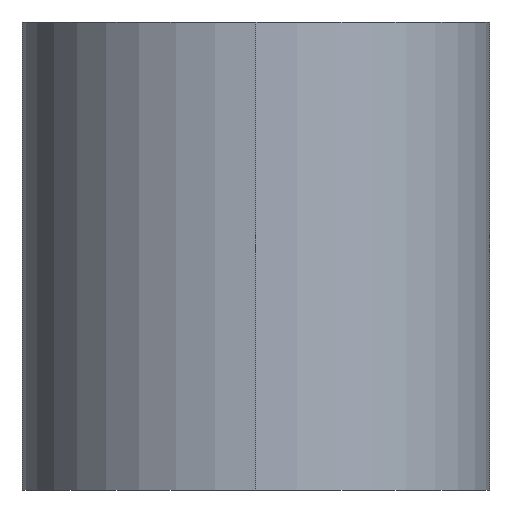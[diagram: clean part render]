
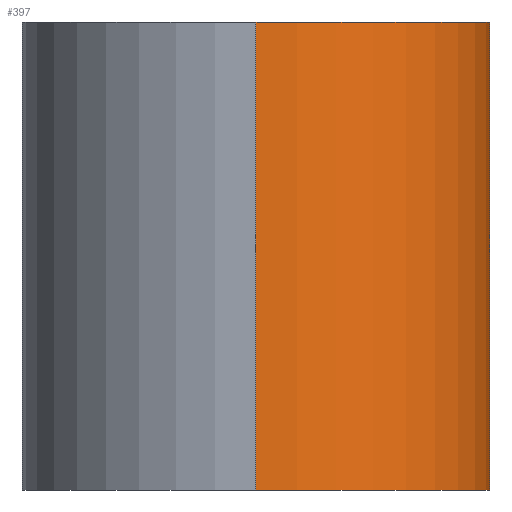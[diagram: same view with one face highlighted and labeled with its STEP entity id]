
A CAD part, left-side view. The second image highlights one B-rep face of the part: STEP entity #397.
In plain terms, the highlighted cylindrical face has radius 12.5 mm (diameter 25 mm), a partial arc.
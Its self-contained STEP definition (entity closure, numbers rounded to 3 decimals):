
#2 = AXIS2_PLACEMENT_3D ( 'NONE', #273, #357, #76 ) ;
#17 = VERTEX_POINT ( 'NONE', #308 ) ;
#56 = CARTESIAN_POINT ( 'NONE',  ( 0., -12.5, 25.05 ) ) ;
#65 = EDGE_LOOP ( 'NONE', ( #136, #235, #293, #78 ) ) ;
#70 = CARTESIAN_POINT ( 'NONE',  ( 0., 0., 25.05 ) ) ;
#74 = EDGE_CURVE ( 'NONE', #127, #365, #185, .T. ) ;
#76 = DIRECTION ( 'NONE',  ( 1., 0., 0. ) ) ;
#78 = ORIENTED_EDGE ( 'NONE', *, *, #338, .F. ) ;
#81 = DIRECTION ( 'NONE',  ( 0., 0., 1. ) ) ;
#85 = CARTESIAN_POINT ( 'NONE',  ( -12.5, 0., 25.05 ) ) ;
#99 = DIRECTION ( 'NONE',  ( 0., 0., -1. ) ) ;
#100 = FACE_OUTER_BOUND ( 'NONE', #65, .T. ) ;
#107 = CIRCLE ( 'NONE', #331, 12.5 ) ;
#127 = VERTEX_POINT ( 'NONE', #85 ) ;
#136 = ORIENTED_EDGE ( 'NONE', *, *, #182, .F. ) ;
#138 = VECTOR ( 'NONE', #334, 1000. ) ;
#182 = EDGE_CURVE ( 'NONE', #127, #304, #107, .T. ) ;
#185 = LINE ( 'NONE', #316, #210 ) ;
#210 = VECTOR ( 'NONE', #99, 1000. ) ;
#211 = AXIS2_PLACEMENT_3D ( 'NONE', #70, #377, #249 ) ;
#235 = ORIENTED_EDGE ( 'NONE', *, *, #74, .T. ) ;
#236 = CARTESIAN_POINT ( 'NONE',  ( 0., 0., 25.05 ) ) ;
#244 = CARTESIAN_POINT ( 'NONE',  ( 0., -12.5, 25.05 ) ) ;
#249 = DIRECTION ( 'NONE',  ( -1., 0., 0. ) ) ;
#251 = EDGE_CURVE ( 'NONE', #365, #17, #263, .T. ) ;
#258 = CYLINDRICAL_SURFACE ( 'NONE', #211, 12.5 ) ;
#263 = CIRCLE ( 'NONE', #2, 12.5 ) ;
#273 = CARTESIAN_POINT ( 'NONE',  ( 0., 0., 0. ) ) ;
#293 = ORIENTED_EDGE ( 'NONE', *, *, #251, .T. ) ;
#304 = VERTEX_POINT ( 'NONE', #244 ) ;
#308 = CARTESIAN_POINT ( 'NONE',  ( 0., -12.5, 0. ) ) ;
#316 = CARTESIAN_POINT ( 'NONE',  ( -12.5, 0., 25.05 ) ) ;
#331 = AXIS2_PLACEMENT_3D ( 'NONE', #236, #81, #399 ) ;
#334 = DIRECTION ( 'NONE',  ( 0., 0., -1. ) ) ;
#336 = CARTESIAN_POINT ( 'NONE',  ( -12.5, 0., 0. ) ) ;
#338 = EDGE_CURVE ( 'NONE', #304, #17, #389, .T. ) ;
#357 = DIRECTION ( 'NONE',  ( 0., 0., 1. ) ) ;
#365 = VERTEX_POINT ( 'NONE', #336 ) ;
#377 = DIRECTION ( 'NONE',  ( 0., 0., -1. ) ) ;
#389 = LINE ( 'NONE', #56, #138 ) ;
#397 = ADVANCED_FACE ( 'NONE', ( #100 ), #258, .T. ) ;
#399 = DIRECTION ( 'NONE',  ( 1., 0., 0. ) ) ;
